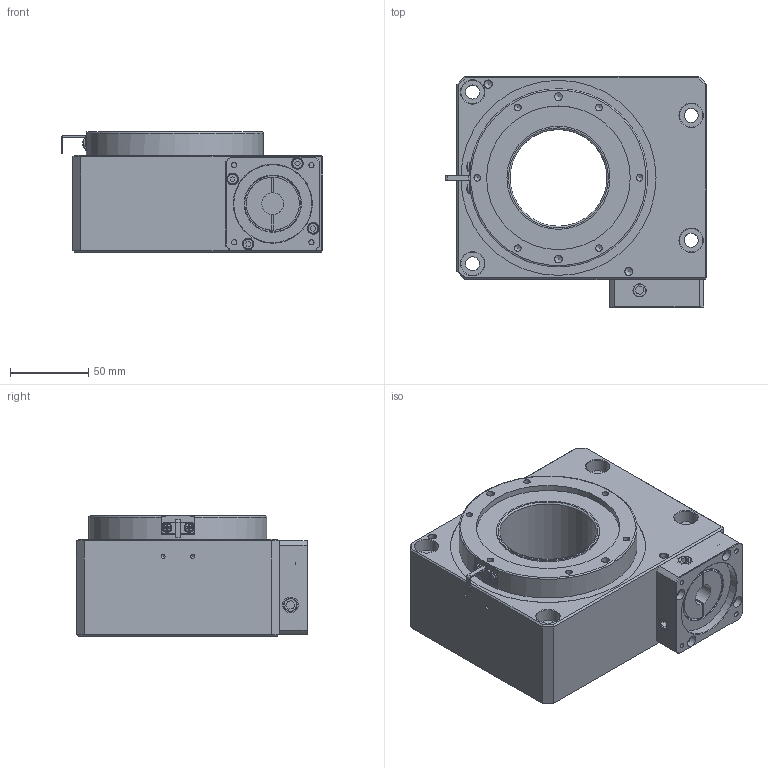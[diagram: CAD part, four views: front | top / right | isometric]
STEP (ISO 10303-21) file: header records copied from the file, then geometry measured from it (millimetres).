
FILE_DESCRIPTION( ( '' ), '1' );
FILE_NAME( 'GT130_10P_伺服馬達M4_VerB.stp', '2016-10-28T05:35:04', ( 'Dimamotor' ), ( 'Dimamotor' ), 'PSStep 17.0.49', ' ', ' ' );
FILE_SCHEMA( ( 'AUTOMOTIVE_DESIGN { 1 0 10303 214 1 1 1 1 }' ) );
Length unit declared in the file: millimetre
Products named in the file (9): Assem1; GT130_PLATE; GT130_BLOCK; Screw_ANSI_B18_3_1M_A_M5x12_v12.00; Screw_ANSI_B18_3_1M_A_M4x16_v12.00; Screw_ANSI_B18.6.3_09F_UNF_No5x3I16_v12.00; M10x8止付螺絲; GT130_SVM_M4; GT130_BASE_VerC
Assembly tree (20 placements, depth 2):
  Assem1
    GT130_PLATE
    GT130_BLOCK
    Screw_ANSI_B18_3_1M_A_M5x12_v12.00  x6
    Screw_ANSI_B18_3_1M_A_M4x16_v12.00  x4
    Screw_ANSI_B18.6.3_09F_UNF_No5x3I16_v12.00  x2
    M10x8止付螺絲  x4
    GT130_SVM_M4
    GT130_BASE_VerC
Bounding box: 167.5 x 148 x 77 mm (x, y, z)
Volume: 1209432.7 mm3; surface area: 154032.3 mm2
Topology: 20 solids, 20 shells, 499 faces, 1148 edges, 744 vertices
Faces by surface type: plane 261, cylinder 146, cone 85, torus 5, sphere 2
Full cylindrical faces by diameter (mm): 2.5 x20, 3.175 x4, 3.2 x2, 3.3 x4, 4 x4, 4.2 x12, 4.5 x4, 5 x24, 7 x4, 7.5 x4, 8.4 x4, 8.5 x10, 9 x4, 10 x10, 14 x1, 15 x8, 34 x1, 36 x1, 50 x1, 62 x1, 66 x1, 92 x2, 114 x2, 118 x1, 125 x1
Entity records: 11162 total; most frequent: CARTESIAN_POINT 1710, DIRECTION 1456, ORIENTED_EDGE 1028, AXIS2_PLACEMENT_3D 615, EDGE_LOOP 569, EDGE_CURVE 514, FACE_OUTER_BOUND 437, VERTEX_POINT 437
